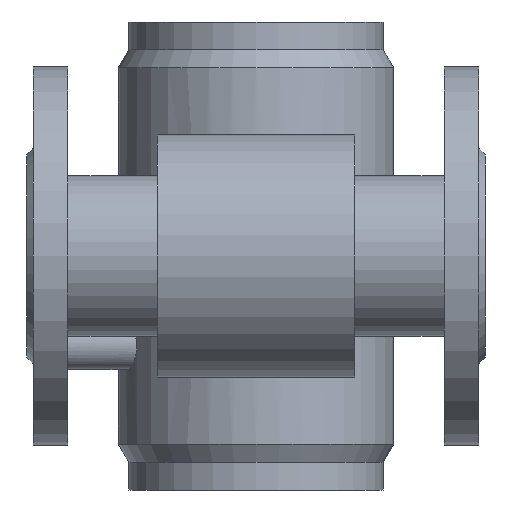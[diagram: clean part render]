
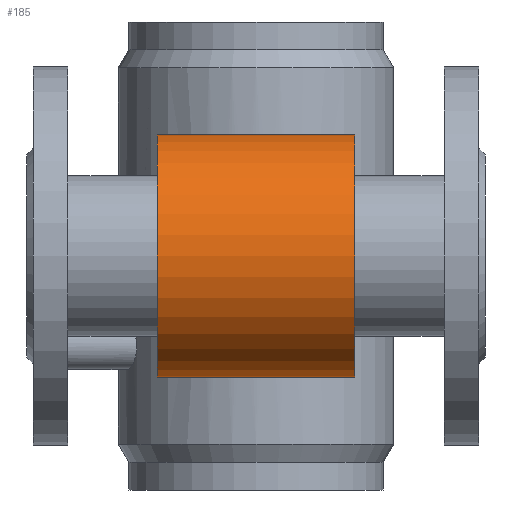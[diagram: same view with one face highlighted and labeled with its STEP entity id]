
A CAD part, front view. The second image highlights one B-rep face of the part: STEP entity #185.
In plain terms, the highlighted cylindrical face has radius 53 mm (diameter 106 mm), a full revolution.
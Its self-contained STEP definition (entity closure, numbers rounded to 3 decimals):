
#150=CYLINDRICAL_SURFACE('',#780,53.);
#161=B_SPLINE_CURVE_WITH_KNOTS('',3,(#1152,#1153,#1154,#1155,#1156,#1157,
#1158,#1159,#1160,#1161,#1162,#1163,#1164,#1165,#1166,#1167,#1168,#1169),
 .UNSPECIFIED.,.T.,.F.,(2,2,2,2,2,2,2,2,2,2,2),(-0.125,0.,0.125,0.25,0.375,
0.5,0.625,0.75,0.875,1.,1.125),.UNSPECIFIED.);
#185=ADVANCED_FACE('',(#263,#264,#265),#150,.T.);
#263=FACE_BOUND('',#361,.T.);
#264=FACE_BOUND('',#362,.T.);
#265=FACE_BOUND('',#363,.T.);
#361=EDGE_LOOP('',(#470));
#362=EDGE_LOOP('',(#471));
#363=EDGE_LOOP('',(#472));
#470=ORIENTED_EDGE('',*,*,#648,.T.);
#471=ORIENTED_EDGE('',*,*,#649,.F.);
#472=ORIENTED_EDGE('',*,*,#621,.T.);
#563=VERTEX_POINT('',#1170);
#590=VERTEX_POINT('',#1238);
#591=VERTEX_POINT('',#1240);
#621=EDGE_CURVE('',#563,#563,#161,.T.);
#648=EDGE_CURVE('',#590,#590,#704,.T.);
#649=EDGE_CURVE('',#591,#591,#705,.T.);
#704=CIRCLE('',#778,53.);
#705=CIRCLE('',#779,53.);
#778=AXIS2_PLACEMENT_3D('',#1237,#941,#942);
#779=AXIS2_PLACEMENT_3D('',#1239,#943,#944);
#780=AXIS2_PLACEMENT_3D('',#1241,#945,#946);
#941=DIRECTION('',(-1.,0.,0.));
#942=DIRECTION('',(0.,1.,0.));
#943=DIRECTION('',(-1.,0.,0.));
#944=DIRECTION('',(0.,-1.,0.));
#945=DIRECTION('',(-1.,0.,0.));
#946=DIRECTION('',(0.,1.,0.));
#1152=CARTESIAN_POINT('',(-5.354,51.679,-11.771));
#1153=CARTESIAN_POINT('',(1.179,51.415,-12.878));
#1154=CARTESIAN_POINT('',(4.603,51.644,-12.068));
#1155=CARTESIAN_POINT('',(9.9,52.382,-8.296));
#1156=CARTESIAN_POINT('',(11.775,52.831,-5.32));
#1157=CARTESIAN_POINT('',(12.872,53.086,1.132));
#1158=CARTESIAN_POINT('',(12.084,52.871,4.579));
#1159=CARTESIAN_POINT('',(8.281,52.133,9.921));
#1160=CARTESIAN_POINT('',(5.31,51.678,11.777));
#1161=CARTESIAN_POINT('',(-1.127,51.417,12.87));
#1162=CARTESIAN_POINT('',(-4.581,51.641,12.08));
#1163=CARTESIAN_POINT('',(-9.903,52.382,8.297));
#1164=CARTESIAN_POINT('',(-11.772,52.83,5.339));
#1165=CARTESIAN_POINT('',(-12.875,53.087,-1.153));
#1166=CARTESIAN_POINT('',(-12.071,52.868,-4.595));
#1167=CARTESIAN_POINT('',(-8.305,52.137,-9.892));
#1168=CARTESIAN_POINT('',(-5.354,51.679,-11.771));
#1169=CARTESIAN_POINT('',(1.179,51.415,-12.878));
#1170=CARTESIAN_POINT('',(-2.087,51.547,-12.324));
#1237=CARTESIAN_POINT('',(43.,0.,0.));
#1238=CARTESIAN_POINT('',(43.,53.,0.));
#1239=CARTESIAN_POINT('',(-43.,0.,0.));
#1240=CARTESIAN_POINT('',(-43.,-53.,0.));
#1241=CARTESIAN_POINT('',(-100.,0.,0.));
